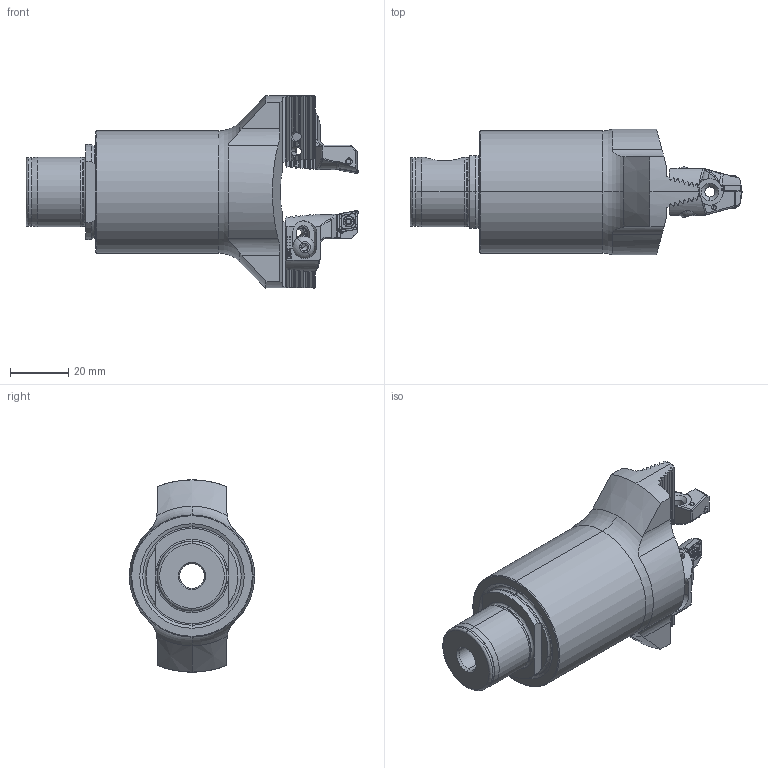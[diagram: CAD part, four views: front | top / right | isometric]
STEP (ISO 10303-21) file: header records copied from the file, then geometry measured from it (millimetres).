
FILE_DESCRIPTION (( 'STEP AP203' ), '1' );
FILE_NAME ('141.420.000.STEP', '2018-03-02T14:18:01', ( 'SWIAdmin' ), ( 'Hewlett-Packard Company' ), 'SwSTEP 2.0', 'SolidWorks 2017', '' );
FILE_SCHEMA (( 'CONFIG_CONTROL_DESIGN' ));
Length unit declared in the file: millimetre
Products named in the file (9): Z20-ER1.002.008_A; Z20-ER1.003.008_A_gespannt; Z20-ER1.001.008; MB4-Z20.K05.090_C; Z20-xxx.001.015_D; WCA-ER2.001.006_A; CCMT060204; 141.420.000; Z20-WCA.001.015_einzeln
Assembly tree (10 placements, depth 3):
  141.420.000
    MB4-Z20.K05.090_C
    Z20-WCA.001.015_einzeln  x2
      Z20-xxx.001.015_D
      WCA-ER2.001.006_A
      CCMT060204
    Z20-ER1.001.008  x2
      Z20-ER1.002.008_A
      Z20-ER1.003.008_A_gespannt
Bounding box: 114 x 43 x 66 mm (x, y, z)
Volume: 87258 mm3; surface area: 24746.3 mm2
Topology: 11 solids, 11 shells, 945 faces, 2541 edges, 1610 vertices
Faces by surface type: plane 442, cylinder 236, bspline 108, cone 93, torus 46, sphere 20
Entity records: 25008 total; most frequent: CARTESIAN_POINT 9874, ORIENTED_EDGE 3400, DIRECTION 2499, EDGE_CURVE 1700, VERTEX_POINT 1087, AXIS2_PLACEMENT_3D 897, VECTOR 705, LINE 705
